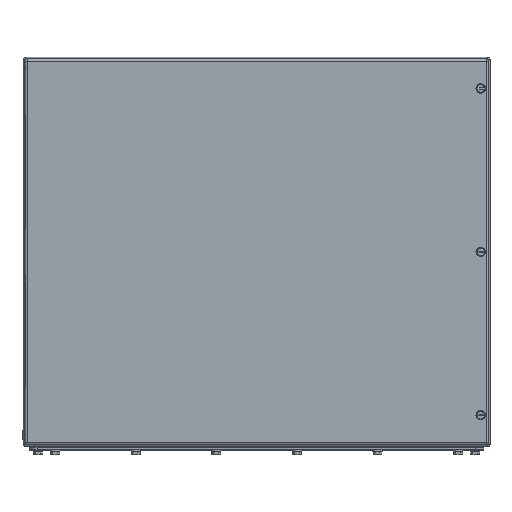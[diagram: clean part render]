
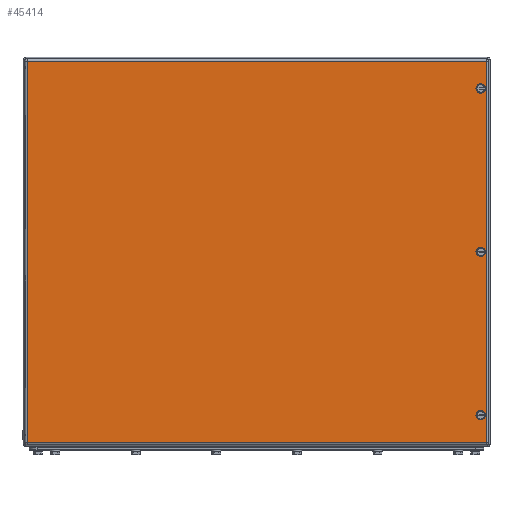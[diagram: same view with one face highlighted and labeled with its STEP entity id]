
A CAD part, top view. The second image highlights one B-rep face of the part: STEP entity #45414.
In plain terms, the highlighted planar face has unit normal (0, 0, 1).
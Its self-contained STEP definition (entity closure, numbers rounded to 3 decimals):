
#45325=AXIS2_PLACEMENT_3D('Circle Axis2P3D',#45323,#45324,$) ;
#45338=AXIS2_PLACEMENT_3D('Plane Axis2P3D',#45335,#45336,#45337) ;
#45380=AXIS2_PLACEMENT_3D('Circle Axis2P3D',#45378,#45379,$) ;
#45389=AXIS2_PLACEMENT_3D('Circle Axis2P3D',#45387,#45388,$) ;
#45398=AXIS2_PLACEMENT_3D('Circle Axis2P3D',#45396,#45397,$) ;
#45407=AXIS2_PLACEMENT_3D('Circle Axis2P3D',#45405,#45406,$) ;
#45109=CARTESIAN_POINT('Vertex',(584.5,260.,200.)) ;
#45113=CARTESIAN_POINT('Control Point',(584.5,260.,200.)) ;
#45114=CARTESIAN_POINT('Control Point',(584.5,259.45,200.)) ;
#45115=CARTESIAN_POINT('Control Point',(584.608,258.9,200.)) ;
#45116=CARTESIAN_POINT('Control Point',(584.824,258.379,200.)) ;
#45117=CARTESIAN_POINT('Control Point',(585.449,257.449,200.)) ;
#45118=CARTESIAN_POINT('Control Point',(586.379,256.824,200.)) ;
#45119=CARTESIAN_POINT('Control Point',(586.9,256.608,200.)) ;
#45120=CARTESIAN_POINT('Control Point',(588.,256.392,200.)) ;
#45121=CARTESIAN_POINT('Control Point',(589.1,256.608,200.)) ;
#45122=CARTESIAN_POINT('Control Point',(589.621,256.824,200.)) ;
#45123=CARTESIAN_POINT('Control Point',(590.551,257.449,200.)) ;
#45124=CARTESIAN_POINT('Control Point',(591.176,258.379,200.)) ;
#45125=CARTESIAN_POINT('Control Point',(591.392,258.9,200.)) ;
#45126=CARTESIAN_POINT('Control Point',(591.5,259.45,200.)) ;
#45127=CARTESIAN_POINT('Control Point',(591.5,260.,200.)) ;
#45128=CARTESIAN_POINT('Vertex',(591.5,260.,200.)) ;
#45323=CARTESIAN_POINT('Axis2P3D Location',(588.,260.,200.)) ;
#45335=CARTESIAN_POINT('Axis2P3D Location',(300.,260.,200.)) ;
#45340=CARTESIAN_POINT('Line Origine',(595.,260.,200.)) ;
#45344=CARTESIAN_POINT('Vertex',(595.,15.,200.)) ;
#45346=CARTESIAN_POINT('Vertex',(595.,505.,200.)) ;
#45349=CARTESIAN_POINT('Line Origine',(300.,505.,200.)) ;
#45353=CARTESIAN_POINT('Vertex',(5.,505.,200.)) ;
#45356=CARTESIAN_POINT('Line Origine',(5.,260.,200.)) ;
#45360=CARTESIAN_POINT('Vertex',(5.,15.,200.)) ;
#45363=CARTESIAN_POINT('Line Origine',(300.,15.,200.)) ;
#45378=CARTESIAN_POINT('Axis2P3D Location',(588.,470.,200.)) ;
#45382=CARTESIAN_POINT('Vertex',(591.5,470.,200.)) ;
#45384=CARTESIAN_POINT('Vertex',(584.5,470.,200.)) ;
#45387=CARTESIAN_POINT('Axis2P3D Location',(588.,470.,200.)) ;
#45396=CARTESIAN_POINT('Axis2P3D Location',(588.,50.,200.)) ;
#45400=CARTESIAN_POINT('Vertex',(591.5,50.,200.)) ;
#45402=CARTESIAN_POINT('Vertex',(584.5,50.,200.)) ;
#45405=CARTESIAN_POINT('Axis2P3D Location',(588.,50.,200.)) ;
#45324=DIRECTION('Axis2P3D Direction',(0.,0.,1.)) ;
#45336=DIRECTION('Axis2P3D Direction',(0.,0.,1.)) ;
#45337=DIRECTION('Axis2P3D XDirection',(1.,0.,0.)) ;
#45341=DIRECTION('Vector Direction',(0.,1.,0.)) ;
#45350=DIRECTION('Vector Direction',(-1.,0.,0.)) ;
#45357=DIRECTION('Vector Direction',(0.,-1.,0.)) ;
#45364=DIRECTION('Vector Direction',(1.,0.,0.)) ;
#45379=DIRECTION('Axis2P3D Direction',(0.,0.,1.)) ;
#45388=DIRECTION('Axis2P3D Direction',(0.,0.,1.)) ;
#45397=DIRECTION('Axis2P3D Direction',(0.,0.,1.)) ;
#45406=DIRECTION('Axis2P3D Direction',(0.,0.,1.)) ;
#45342=VECTOR('Line Direction',#45341,1.) ;
#45351=VECTOR('Line Direction',#45350,1.) ;
#45358=VECTOR('Line Direction',#45357,1.) ;
#45365=VECTOR('Line Direction',#45364,1.) ;
#45369=ORIENTED_EDGE('',*,*,#45348,.T.) ;
#45370=ORIENTED_EDGE('',*,*,#45355,.T.) ;
#45371=ORIENTED_EDGE('',*,*,#45362,.T.) ;
#45372=ORIENTED_EDGE('',*,*,#45367,.T.) ;
#45375=ORIENTED_EDGE('',*,*,#45327,.F.) ;
#45376=ORIENTED_EDGE('',*,*,#45130,.F.) ;
#45393=ORIENTED_EDGE('',*,*,#45386,.F.) ;
#45394=ORIENTED_EDGE('',*,*,#45391,.F.) ;
#45411=ORIENTED_EDGE('',*,*,#45404,.F.) ;
#45412=ORIENTED_EDGE('',*,*,#45409,.F.) ;
#45377=FACE_BOUND('',#45374,.T.) ;
#45395=FACE_BOUND('',#45392,.T.) ;
#45413=FACE_BOUND('',#45410,.T.) ;
#45414=ADVANCED_FACE('74074_ZUB_DE_HS_KEBX_500x600-1/74074_DE_HS_KEBX_500x600-1-solid1',(#45373,#45377,#45395,#45413),#45339,.T.) ;
#45112=B_SPLINE_CURVE_WITH_KNOTS('',5,(#45113,#45114,#45115,#45116,#45117,#45118,#45119,#45120,#45121,#45122,#45123,#45124,#45125,#45126,#45127),.UNSPECIFIED.,.F.,.U.,(6,3,3,3,6),(-5.498,-2.749,0.,2.749,5.498),.UNSPECIFIED.) ;
#45326=CIRCLE('generated circle',#45325,3.5) ;
#45381=CIRCLE('generated circle',#45380,3.5) ;
#45390=CIRCLE('generated circle',#45389,3.5) ;
#45399=CIRCLE('generated circle',#45398,3.5) ;
#45408=CIRCLE('generated circle',#45407,3.5) ;
#45130=EDGE_CURVE('',#45110,#45129,#45112,.T.) ;
#45327=EDGE_CURVE('',#45129,#45110,#45326,.T.) ;
#45348=EDGE_CURVE('',#45345,#45347,#45343,.T.) ;
#45355=EDGE_CURVE('',#45347,#45354,#45352,.T.) ;
#45362=EDGE_CURVE('',#45354,#45361,#45359,.T.) ;
#45367=EDGE_CURVE('',#45361,#45345,#45366,.T.) ;
#45386=EDGE_CURVE('',#45383,#45385,#45381,.T.) ;
#45391=EDGE_CURVE('',#45385,#45383,#45390,.T.) ;
#45404=EDGE_CURVE('',#45401,#45403,#45399,.T.) ;
#45409=EDGE_CURVE('',#45403,#45401,#45408,.T.) ;
#45368=EDGE_LOOP('',(#45369,#45370,#45371,#45372)) ;
#45374=EDGE_LOOP('',(#45375,#45376)) ;
#45392=EDGE_LOOP('',(#45393,#45394)) ;
#45410=EDGE_LOOP('',(#45411,#45412)) ;
#45373=FACE_OUTER_BOUND('',#45368,.T.) ;
#45343=LINE('Line',#45340,#45342) ;
#45352=LINE('Line',#45349,#45351) ;
#45359=LINE('Line',#45356,#45358) ;
#45366=LINE('Line',#45363,#45365) ;
#45339=PLANE('',#45338) ;
#45110=VERTEX_POINT('',#45109) ;
#45129=VERTEX_POINT('',#45128) ;
#45345=VERTEX_POINT('',#45344) ;
#45347=VERTEX_POINT('',#45346) ;
#45354=VERTEX_POINT('',#45353) ;
#45361=VERTEX_POINT('',#45360) ;
#45383=VERTEX_POINT('',#45382) ;
#45385=VERTEX_POINT('',#45384) ;
#45401=VERTEX_POINT('',#45400) ;
#45403=VERTEX_POINT('',#45402) ;
